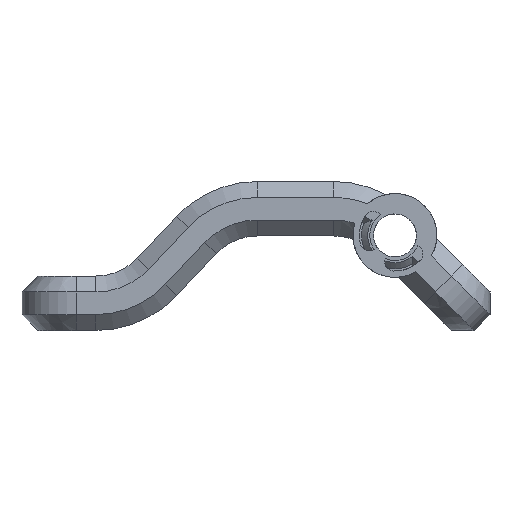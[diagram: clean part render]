
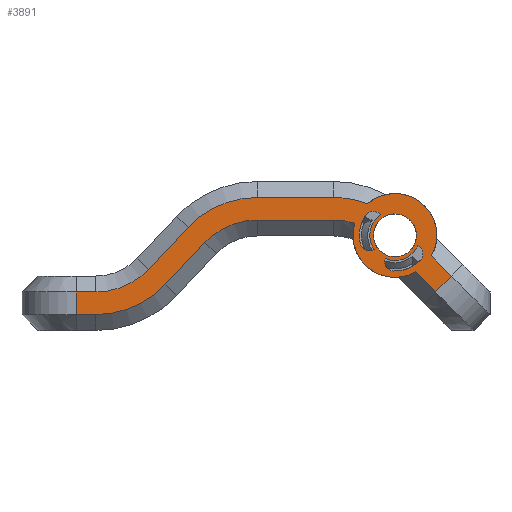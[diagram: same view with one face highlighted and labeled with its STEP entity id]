
A CAD part, front view. The second image highlights one B-rep face of the part: STEP entity #3891.
In plain terms, the highlighted planar face has unit normal (0, -1, 0).
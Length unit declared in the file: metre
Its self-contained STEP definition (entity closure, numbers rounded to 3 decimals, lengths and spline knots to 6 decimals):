
#160=B_SPLINE_CURVE_WITH_KNOTS('',3,(#5881,#5882,#5883,#5884),
 .UNSPECIFIED.,.F.,.F.,(4,4),(0.,0.36232),.UNSPECIFIED.);
#231=LINE('',#5849,#485);
#232=LINE('',#5851,#486);
#233=LINE('',#5853,#487);
#234=LINE('',#5859,#488);
#235=LINE('',#5863,#489);
#236=LINE('',#5867,#490);
#237=LINE('',#5869,#491);
#238=LINE('',#5871,#492);
#239=LINE('',#5875,#493);
#240=LINE('',#5879,#494);
#485=VECTOR('',#4642,1.);
#486=VECTOR('',#4643,1.);
#487=VECTOR('',#4644,1.);
#488=VECTOR('',#4649,1.);
#489=VECTOR('',#4652,1.);
#490=VECTOR('',#4655,1.);
#491=VECTOR('',#4656,1.);
#492=VECTOR('',#4657,1.);
#493=VECTOR('',#4660,1.);
#494=VECTOR('',#4663,1.);
#751=ORIENTED_EDGE('',*,*,#1883,.F.);
#752=ORIENTED_EDGE('',*,*,#1884,.T.);
#753=ORIENTED_EDGE('',*,*,#1885,.T.);
#754=ORIENTED_EDGE('',*,*,#1886,.T.);
#755=ORIENTED_EDGE('',*,*,#1887,.F.);
#756=ORIENTED_EDGE('',*,*,#1888,.T.);
#757=ORIENTED_EDGE('',*,*,#1889,.T.);
#758=ORIENTED_EDGE('',*,*,#1890,.F.);
#759=ORIENTED_EDGE('',*,*,#1891,.F.);
#760=ORIENTED_EDGE('',*,*,#1892,.T.);
#761=ORIENTED_EDGE('',*,*,#1893,.F.);
#762=ORIENTED_EDGE('',*,*,#1894,.F.);
#763=ORIENTED_EDGE('',*,*,#1895,.F.);
#764=ORIENTED_EDGE('',*,*,#1896,.F.);
#765=ORIENTED_EDGE('',*,*,#1897,.F.);
#766=ORIENTED_EDGE('',*,*,#1898,.F.);
#767=ORIENTED_EDGE('',*,*,#1899,.T.);
#768=ORIENTED_EDGE('',*,*,#1900,.T.);
#769=ORIENTED_EDGE('',*,*,#1901,.T.);
#770=ORIENTED_EDGE('',*,*,#1902,.T.);
#771=ORIENTED_EDGE('',*,*,#1903,.T.);
#772=ORIENTED_EDGE('',*,*,#1904,.T.);
#773=ORIENTED_EDGE('',*,*,#1905,.T.);
#774=ORIENTED_EDGE('',*,*,#1906,.F.);
#775=ORIENTED_EDGE('',*,*,#1907,.T.);
#776=ORIENTED_EDGE('',*,*,#1908,.T.);
#777=ORIENTED_EDGE('',*,*,#1909,.T.);
#1883=EDGE_CURVE('',#2449,#2450,#2820,.T.);
#1884=EDGE_CURVE('',#2449,#2451,#2821,.T.);
#1885=EDGE_CURVE('',#2451,#2452,#2822,.T.);
#1886=EDGE_CURVE('',#2452,#2450,#2823,.T.);
#1887=EDGE_CURVE('',#2453,#2453,#2824,.T.);
#1888=EDGE_CURVE('',#2454,#2455,#2825,.T.);
#1889=EDGE_CURVE('',#2455,#2456,#231,.T.);
#1890=EDGE_CURVE('',#2457,#2456,#232,.T.);
#1891=EDGE_CURVE('',#2458,#2457,#233,.T.);
#1892=EDGE_CURVE('',#2458,#2459,#2826,.T.);
#1893=EDGE_CURVE('',#2460,#2459,#2827,.T.);
#1894=EDGE_CURVE('',#2461,#2460,#234,.T.);
#1895=EDGE_CURVE('',#2462,#2461,#2828,.T.);
#1896=EDGE_CURVE('',#2463,#2462,#235,.T.);
#1897=EDGE_CURVE('',#2464,#2463,#2829,.T.);
#1898=EDGE_CURVE('',#2465,#2464,#236,.T.);
#1899=EDGE_CURVE('',#2465,#2466,#237,.T.);
#1900=EDGE_CURVE('',#2466,#2467,#238,.T.);
#1901=EDGE_CURVE('',#2467,#2468,#2830,.T.);
#1902=EDGE_CURVE('',#2468,#2469,#239,.T.);
#1903=EDGE_CURVE('',#2469,#2470,#2831,.T.);
#1904=EDGE_CURVE('',#2470,#2471,#240,.T.);
#1905=EDGE_CURVE('',#2471,#2454,#160,.T.);
#1906=EDGE_CURVE('',#2472,#2473,#2832,.T.);
#1907=EDGE_CURVE('',#2472,#2474,#2833,.T.);
#1908=EDGE_CURVE('',#2474,#2475,#2834,.T.);
#1909=EDGE_CURVE('',#2475,#2473,#2835,.T.);
#2449=VERTEX_POINT('',#5837);
#2450=VERTEX_POINT('',#5838);
#2451=VERTEX_POINT('',#5840);
#2452=VERTEX_POINT('',#5842);
#2453=VERTEX_POINT('',#5845);
#2454=VERTEX_POINT('',#5847);
#2455=VERTEX_POINT('',#5848);
#2456=VERTEX_POINT('',#5850);
#2457=VERTEX_POINT('',#5852);
#2458=VERTEX_POINT('',#5854);
#2459=VERTEX_POINT('',#5856);
#2460=VERTEX_POINT('',#5858);
#2461=VERTEX_POINT('',#5860);
#2462=VERTEX_POINT('',#5862);
#2463=VERTEX_POINT('',#5864);
#2464=VERTEX_POINT('',#5866);
#2465=VERTEX_POINT('',#5868);
#2466=VERTEX_POINT('',#5870);
#2467=VERTEX_POINT('',#5872);
#2468=VERTEX_POINT('',#5874);
#2469=VERTEX_POINT('',#5876);
#2470=VERTEX_POINT('',#5878);
#2471=VERTEX_POINT('',#5880);
#2472=VERTEX_POINT('',#5886);
#2473=VERTEX_POINT('',#5887);
#2474=VERTEX_POINT('',#5889);
#2475=VERTEX_POINT('',#5891);
#2820=CIRCLE('',#4135,0.012);
#2821=CIRCLE('',#4136,0.0045);
#2822=CIRCLE('',#4137,0.017);
#2823=CIRCLE('',#4138,0.0045);
#2824=CIRCLE('',#4139,0.01025);
#2825=CIRCLE('',#4140,0.02);
#2826=CIRCLE('',#4141,0.02);
#2827=CIRCLE('',#4142,0.045385);
#2828=CIRCLE('',#4143,0.045385);
#2829=CIRCLE('',#4144,0.034615);
#2830=CIRCLE('',#4145,0.045385);
#2831=CIRCLE('',#4146,0.034615);
#2832=CIRCLE('',#4147,0.012);
#2833=CIRCLE('',#4148,0.0045);
#2834=CIRCLE('',#4149,0.017);
#2835=CIRCLE('',#4150,0.0045);
#3061=EDGE_LOOP('',(#751,#752,#753,#754));
#3062=EDGE_LOOP('',(#755));
#3063=EDGE_LOOP('',(#756,#757,#758,#759,#760,#761,#762,#763,#764,#765,#766,
#767,#768,#769,#770,#771,#772,#773));
#3064=EDGE_LOOP('',(#774,#775,#776,#777));
#3437=FACE_BOUND('',#3061,.T.);
#3438=FACE_BOUND('',#3062,.T.);
#3439=FACE_BOUND('',#3063,.T.);
#3440=FACE_BOUND('',#3064,.T.);
#3813=PLANE('',#4134);
#3891=ADVANCED_FACE('',(#3437,#3438,#3439,#3440),#3813,.T.);
#4134=AXIS2_PLACEMENT_3D('',#5835,#4628,#4629);
#4135=AXIS2_PLACEMENT_3D('',#5836,#4630,#4631);
#4136=AXIS2_PLACEMENT_3D('',#5839,#4632,#4633);
#4137=AXIS2_PLACEMENT_3D('',#5841,#4634,#4635);
#4138=AXIS2_PLACEMENT_3D('',#5843,#4636,#4637);
#4139=AXIS2_PLACEMENT_3D('',#5844,#4638,#4639);
#4140=AXIS2_PLACEMENT_3D('',#5846,#4640,#4641);
#4141=AXIS2_PLACEMENT_3D('',#5855,#4645,#4646);
#4142=AXIS2_PLACEMENT_3D('',#5857,#4647,#4648);
#4143=AXIS2_PLACEMENT_3D('',#5861,#4650,#4651);
#4144=AXIS2_PLACEMENT_3D('',#5865,#4653,#4654);
#4145=AXIS2_PLACEMENT_3D('',#5873,#4658,#4659);
#4146=AXIS2_PLACEMENT_3D('',#5877,#4661,#4662);
#4147=AXIS2_PLACEMENT_3D('',#5885,#4664,#4665);
#4148=AXIS2_PLACEMENT_3D('',#5888,#4666,#4667);
#4149=AXIS2_PLACEMENT_3D('',#5890,#4668,#4669);
#4150=AXIS2_PLACEMENT_3D('',#5892,#4670,#4671);
#4628=DIRECTION('',(0.,-1.,0.));
#4629=DIRECTION('',(0.,0.,-1.));
#4630=DIRECTION('',(0.,1.,0.));
#4631=DIRECTION('',(0.,0.,1.));
#4632=DIRECTION('',(0.,1.,0.));
#4633=DIRECTION('',(0.,0.,1.));
#4634=DIRECTION('',(0.,1.,0.));
#4635=DIRECTION('',(0.,0.,1.));
#4636=DIRECTION('',(0.,1.,0.));
#4637=DIRECTION('',(0.,0.,1.));
#4638=DIRECTION('',(0.,-1.,0.));
#4639=DIRECTION('',(0.,0.,-1.));
#4640=DIRECTION('',(0.,-1.,0.));
#4641=DIRECTION('',(0.,0.,-1.));
#4642=DIRECTION('',(0.707,0.,-0.707));
#4643=DIRECTION('',(-0.707,0.,-0.707));
#4644=DIRECTION('',(0.707,0.,-0.707));
#4645=DIRECTION('',(0.,-1.,0.));
#4646=DIRECTION('',(0.,0.,-1.));
#4647=DIRECTION('',(0.,1.,0.));
#4648=DIRECTION('',(0.,0.,1.));
#4649=DIRECTION('',(1.,0.,0.));
#4650=DIRECTION('',(0.,1.,0.));
#4651=DIRECTION('',(-0.727,0.,0.687));
#4652=DIRECTION('',(0.687,0.,0.727));
#4653=DIRECTION('',(0.,-1.,0.));
#4654=DIRECTION('',(0.,0.,-1.));
#4655=DIRECTION('',(1.,0.,0.));
#4656=DIRECTION('',(0.,0.,-1.));
#4657=DIRECTION('',(1.,0.,0.));
#4658=DIRECTION('',(0.,-1.,0.));
#4659=DIRECTION('',(0.,0.,-1.));
#4660=DIRECTION('',(0.687,0.,0.727));
#4661=DIRECTION('',(0.,1.,0.));
#4662=DIRECTION('',(-0.727,0.,0.687));
#4663=DIRECTION('',(1.,0.,0.));
#4664=DIRECTION('',(0.,1.,0.));
#4665=DIRECTION('',(0.,0.,1.));
#4666=DIRECTION('',(0.,1.,0.));
#4667=DIRECTION('',(0.,0.,1.));
#4668=DIRECTION('',(0.,1.,0.));
#4669=DIRECTION('',(0.,0.,1.));
#4670=DIRECTION('',(0.,1.,0.));
#4671=DIRECTION('',(0.,0.,1.));
#5835=CARTESIAN_POINT('',(0.073,-0.026,0.087623));
#5836=CARTESIAN_POINT('',(0.225,-0.026,0.12));
#5837=CARTESIAN_POINT('',(0.215089,-0.026,0.113234));
#5838=CARTESIAN_POINT('',(0.218102,-0.026,0.12982));
#5839=CARTESIAN_POINT('',(0.212834,-0.026,0.117128));
#5840=CARTESIAN_POINT('',(0.208455,-0.026,0.116095));
#5841=CARTESIAN_POINT('',(0.225,-0.026,0.12));
#5842=CARTESIAN_POINT('',(0.210886,-0.026,0.129476));
#5843=CARTESIAN_POINT('',(0.214622,-0.026,0.126967));
#5844=CARTESIAN_POINT('',(0.225,-0.026,0.12));
#5845=CARTESIAN_POINT('',(0.22736,-0.026,0.110025));
#5846=CARTESIAN_POINT('',(0.225,-0.026,0.12));
#5847=CARTESIAN_POINT('',(0.205871,-0.026,0.125838));
#5848=CARTESIAN_POINT('',(0.234812,-0.026,0.102572));
#5849=CARTESIAN_POINT('',(0.220941,-0.026,0.116444));
#5850=CARTESIAN_POINT('',(0.244377,-0.026,0.093008));
#5851=CARTESIAN_POINT('',(0.248185,-0.026,0.096815));
#5852=CARTESIAN_POINT('',(0.251992,-0.026,0.100623));
#5853=CARTESIAN_POINT('',(0.228556,-0.026,0.124059));
#5854=CARTESIAN_POINT('',(0.242428,-0.026,0.110188));
#5855=CARTESIAN_POINT('',(0.225,-0.026,0.12));
#5856=CARTESIAN_POINT('',(0.211928,-0.026,0.135137));
#5857=CARTESIAN_POINT('',(0.195724,-0.026,0.092744));
#5858=CARTESIAN_POINT('',(0.195724,-0.026,0.138129));
#5859=CARTESIAN_POINT('',(0.159372,-0.026,0.138129));
#5860=CARTESIAN_POINT('',(0.159372,-0.026,0.138129));
#5861=CARTESIAN_POINT('',(0.159372,-0.026,0.092744));
#5862=CARTESIAN_POINT('',(0.126388,-0.026,0.123919));
#5863=CARTESIAN_POINT('',(0.107416,-0.026,0.103846));
#5864=CARTESIAN_POINT('',(0.107416,-0.026,0.103846));
#5865=CARTESIAN_POINT('',(0.082259,-0.026,0.127623));
#5866=CARTESIAN_POINT('',(0.082259,-0.026,0.093008));
#5867=CARTESIAN_POINT('',(0.073,-0.026,0.093008));
#5868=CARTESIAN_POINT('',(0.073,-0.026,0.093008));
#5869=CARTESIAN_POINT('',(0.073,-0.026,0.087623));
#5870=CARTESIAN_POINT('',(0.073,-0.026,0.082238));
#5871=CARTESIAN_POINT('',(0.073,-0.026,0.082238));
#5872=CARTESIAN_POINT('',(0.082259,-0.026,0.082238));
#5873=CARTESIAN_POINT('',(0.082259,-0.026,0.127623));
#5874=CARTESIAN_POINT('',(0.115243,-0.026,0.096448));
#5875=CARTESIAN_POINT('',(0.115243,-0.026,0.096448));
#5876=CARTESIAN_POINT('',(0.134215,-0.026,0.116521));
#5877=CARTESIAN_POINT('',(0.159372,-0.026,0.092744));
#5878=CARTESIAN_POINT('',(0.159372,-0.026,0.127359));
#5879=CARTESIAN_POINT('',(0.159372,-0.026,0.127359));
#5880=CARTESIAN_POINT('',(0.195724,-0.026,0.127359));
#5881=CARTESIAN_POINT('',(0.195724,-0.026,0.127359));
#5882=CARTESIAN_POINT('',(0.199168,-0.026,0.127359));
#5883=CARTESIAN_POINT('',(0.202595,-0.026,0.126843));
#5884=CARTESIAN_POINT('',(0.205871,-0.026,0.125839));
#5885=CARTESIAN_POINT('',(0.225,-0.026,0.12));
#5886=CARTESIAN_POINT('',(0.235984,-0.026,0.115167));
#5887=CARTESIAN_POINT('',(0.220314,-0.026,0.108953));
#5888=CARTESIAN_POINT('',(0.233871,-0.026,0.111194));
#5889=CARTESIAN_POINT('',(0.237065,-0.026,0.108024));
#5890=CARTESIAN_POINT('',(0.225,-0.026,0.12));
#5891=CARTESIAN_POINT('',(0.224423,-0.026,0.10301));
#5892=CARTESIAN_POINT('',(0.224576,-0.026,0.107507));
